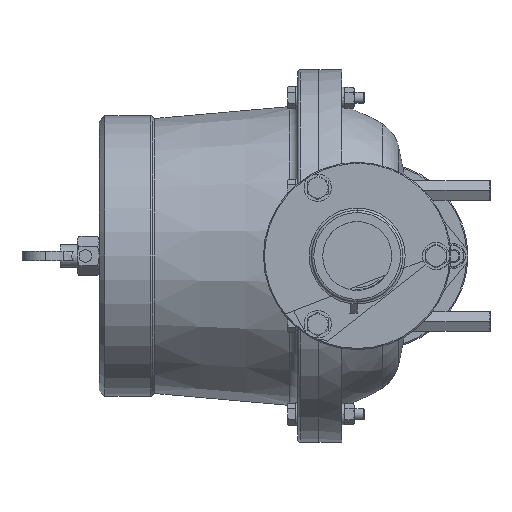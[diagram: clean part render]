
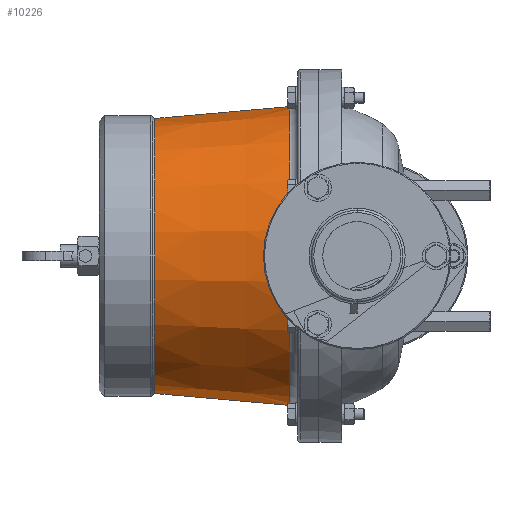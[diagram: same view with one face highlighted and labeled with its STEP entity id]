
A CAD part, left-side view. The second image highlights one B-rep face of the part: STEP entity #10226.
In plain terms, the highlighted conical face has half-angle 5.055 degrees and reference radius 131.457 mm.
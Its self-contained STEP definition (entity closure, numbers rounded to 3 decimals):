
#3260 = VERTEX_POINT ( 'NONE', #21391 ) ;
#3339 = VERTEX_POINT ( 'NONE', #21562 ) ;
#3360 = EDGE_CURVE ( 'NONE', #3260, #3339, #21589, .T. ) ;
#3728 = VERTEX_POINT ( 'NONE', #22240 ) ;
#3730 = EDGE_CURVE ( 'NONE', #3728, #3339, #22239, .T. ) ;
#3750 = VERTEX_POINT ( 'NONE', #22297 ) ;
#3769 = EDGE_CURVE ( 'NONE', #3750, #3260, #22319, .T. ) ;
#3940 = EDGE_CURVE ( 'NONE', #3728, #3750, #22780, .T. ) ;
#10226 = ADVANCED_FACE ( 'NONE', ( #17713 ), #17712, .T. ) ;
#10228 = EDGE_LOOP ( 'NONE', ( #10229, #10230, #10231, #10232 ) ) ;
#10229 = ORIENTED_EDGE ( 'NONE', *, *, #3730, .F. ) ;
#10230 = ORIENTED_EDGE ( 'NONE', *, *, #3940, .T. ) ;
#10231 = ORIENTED_EDGE ( 'NONE', *, *, #3769, .T. ) ;
#10232 = ORIENTED_EDGE ( 'NONE', *, *, #3360, .T. ) ;
#17700 = DIRECTION ( 'NONE',  ( 0., 0., -1. ) ) ;
#17701 = DIRECTION ( 'NONE',  ( 0., -1., 0. ) ) ;
#17703 = CARTESIAN_POINT ( 'NONE',  ( 0., 0., 0. ) ) ;
#17704 = AXIS2_PLACEMENT_3D ( 'NONE', #17703, #17701, #17700 ) ;
#17712 = CONICAL_SURFACE ( 'NONE', #17704, 131.457, 0.088 ) ;
#17713 = FACE_OUTER_BOUND ( 'NONE', #10228, .T. ) ;
#21391 = CARTESIAN_POINT ( 'NONE',  ( 0., 7.295, -130.812 ) ) ;
#21562 = CARTESIAN_POINT ( 'NONE',  ( 0., 7.295, 130.812 ) ) ;
#21586 = DIRECTION ( 'NONE',  ( 0., 0., 1. ) ) ;
#21587 = DIRECTION ( 'NONE',  ( 0., 1., 0. ) ) ;
#21588 = AXIS2_PLACEMENT_3D ( 'NONE', #21594, #21587, #21586 ) ;
#21589 = CIRCLE ( 'NONE', #21588, 130.812 ) ;
#21594 = CARTESIAN_POINT ( 'NONE',  ( 0., 7.295, 0. ) ) ;
#22236 = DIRECTION ( 'NONE',  ( 0., -0.996, 0.088 ) ) ;
#22237 = VECTOR ( 'NONE', #22236, 1000. ) ;
#22238 = CARTESIAN_POINT ( 'NONE',  ( 0., 0., 131.457 ) ) ;
#22239 = LINE ( 'NONE', #22238, #22237 ) ;
#22240 = CARTESIAN_POINT ( 'NONE',  ( 0., 125.072, 120.394 ) ) ;
#22297 = CARTESIAN_POINT ( 'NONE',  ( 0., 125.072, -120.394 ) ) ;
#22316 = DIRECTION ( 'NONE',  ( 0., -0.996, -0.088 ) ) ;
#22317 = VECTOR ( 'NONE', #22316, 1000. ) ;
#22318 = CARTESIAN_POINT ( 'NONE',  ( 0., 0., -131.457 ) ) ;
#22319 = LINE ( 'NONE', #22318, #22317 ) ;
#22780 = CIRCLE ( 'NONE', #22842, 120.394 ) ;
#22839 = DIRECTION ( 'NONE',  ( 0., 0., 1. ) ) ;
#22840 = DIRECTION ( 'NONE',  ( 0., -1., 0. ) ) ;
#22841 = CARTESIAN_POINT ( 'NONE',  ( 0., 125.072, 0. ) ) ;
#22842 = AXIS2_PLACEMENT_3D ( 'NONE', #22841, #22840, #22839 ) ;
